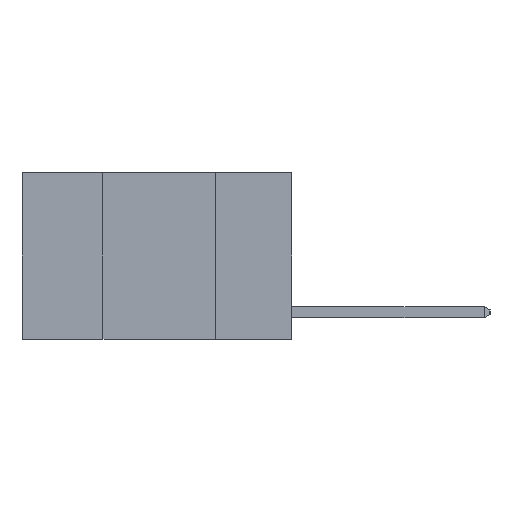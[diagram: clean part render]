
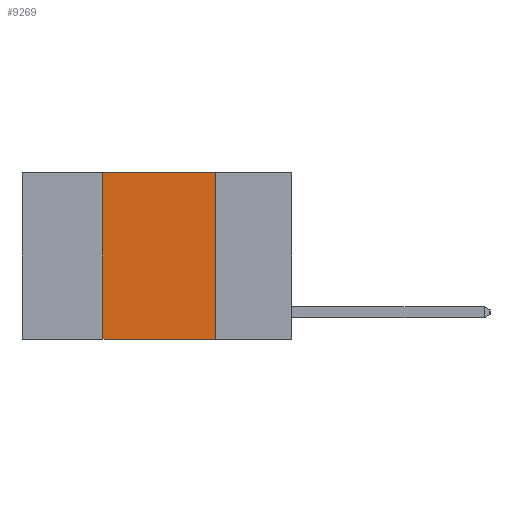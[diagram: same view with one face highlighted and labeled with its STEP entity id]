
A CAD part, left-side view. The second image highlights one B-rep face of the part: STEP entity #9269.
In plain terms, the highlighted planar face has unit normal (-1, 0, 0).
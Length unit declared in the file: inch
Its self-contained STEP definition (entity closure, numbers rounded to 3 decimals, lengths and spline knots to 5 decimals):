
#428 = CARTESIAN_POINT ( 'NONE',  ( 0., 0.42, -0.37 ) ) ;
#481 = DIRECTION ( 'NONE',  ( 1., 0., 0. ) ) ;
#1125 = ORIENTED_EDGE ( 'NONE', *, *, #7684, .F. ) ;
#1372 = CARTESIAN_POINT ( 'NONE',  ( 0., 0.6, -0.37 ) ) ;
#2001 = EDGE_CURVE ( 'NONE', #13827, #11516, #6489, .T. ) ;
#2186 = LINE ( 'NONE', #14964, #9566 ) ;
#2207 = LINE ( 'NONE', #1372, #2631 ) ;
#2631 = VECTOR ( 'NONE', #5309, 39.37008 ) ;
#4967 = CARTESIAN_POINT ( 'NONE',  ( 0., 0.17, 0. ) ) ;
#5309 = DIRECTION ( 'NONE',  ( 0., -1., 0. ) ) ;
#5405 = VERTEX_POINT ( 'NONE', #12117 ) ;
#5673 = CARTESIAN_POINT ( 'NONE',  ( 0., 0.6, 0. ) ) ;
#6272 = DIRECTION ( 'NONE',  ( 0., 0., -1. ) ) ;
#6489 = LINE ( 'NONE', #14700, #12910 ) ;
#6811 = AXIS2_PLACEMENT_3D ( 'NONE', #5673, #481, #9578 ) ;
#6919 = ORIENTED_EDGE ( 'NONE', *, *, #9678, .T. ) ;
#6945 = VERTEX_POINT ( 'NONE', #7503 ) ;
#7503 = CARTESIAN_POINT ( 'NONE',  ( 0., 0.17, -0.37 ) ) ;
#7684 = EDGE_CURVE ( 'NONE', #5405, #6945, #9584, .T. ) ;
#8589 = DIRECTION ( 'NONE',  ( 0., -1., 0. ) ) ;
#8756 = FACE_OUTER_BOUND ( 'NONE', #11599, .T. ) ;
#9106 = ORIENTED_EDGE ( 'NONE', *, *, #2001, .F. ) ;
#9269 = ADVANCED_FACE ( 'NONE', ( #8756 ), #15948, .F. ) ;
#9566 = VECTOR ( 'NONE', #8589, 39.37008 ) ;
#9578 = DIRECTION ( 'NONE',  ( 0., 0., -1. ) ) ;
#9584 = LINE ( 'NONE', #4967, #15979 ) ;
#9678 = EDGE_CURVE ( 'NONE', #13827, #6945, #2207, .T. ) ;
#11516 = VERTEX_POINT ( 'NONE', #16007 ) ;
#11599 = EDGE_LOOP ( 'NONE', ( #1125, #16480, #9106, #6919 ) ) ;
#12117 = CARTESIAN_POINT ( 'NONE',  ( 0., 0.17, 0. ) ) ;
#12910 = VECTOR ( 'NONE', #13404, 39.37008 ) ;
#13404 = DIRECTION ( 'NONE',  ( 0., 0., 1. ) ) ;
#13827 = VERTEX_POINT ( 'NONE', #428 ) ;
#14700 = CARTESIAN_POINT ( 'NONE',  ( 0., 0.42, 0. ) ) ;
#14964 = CARTESIAN_POINT ( 'NONE',  ( 0., 0.6, 0. ) ) ;
#15170 = EDGE_CURVE ( 'NONE', #11516, #5405, #2186, .T. ) ;
#15948 = PLANE ( 'NONE',  #6811 ) ;
#15979 = VECTOR ( 'NONE', #6272, 39.37008 ) ;
#16007 = CARTESIAN_POINT ( 'NONE',  ( 0., 0.42, 0. ) ) ;
#16480 = ORIENTED_EDGE ( 'NONE', *, *, #15170, .F. ) ;
